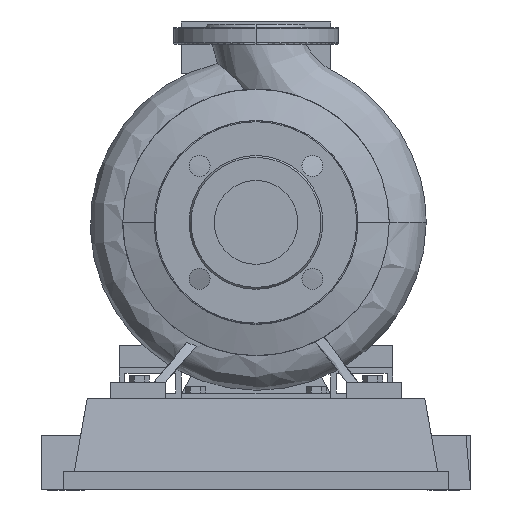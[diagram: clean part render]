
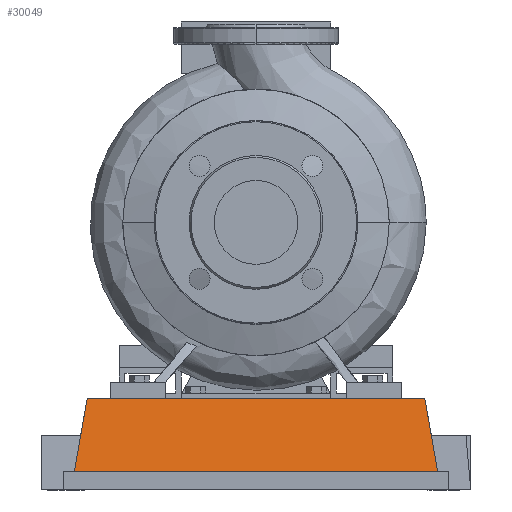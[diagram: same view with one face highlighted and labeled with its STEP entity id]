
A CAD part, left-side view. The second image highlights one B-rep face of the part: STEP entity #30049.
In plain terms, the highlighted planar face has unit normal (-0.985, 0, 0.174).
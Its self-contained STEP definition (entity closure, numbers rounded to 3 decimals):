
#28305=CARTESIAN_POINT('',(-65.,-165.,16.6));
#28306=VERTEX_POINT('',#28305);
#28313=CARTESIAN_POINT('',(-65.,165.0,16.6));
#28314=VERTEX_POINT('',#28313);
#28315=CARTESIAN_POINT('',(-65.,-165.,16.6));
#28316=DIRECTION('',(0.0,1.0,0.0));
#28317=VECTOR('',#28316,330.0);
#28318=LINE('',#28315,#28317);
#28319=EDGE_CURVE('',#28306,#28314,#28318,.T.);
#29783=CARTESIAN_POINT('',(-53.292,-153.292,83.0));
#29784=VERTEX_POINT('',#29783);
#29791=CARTESIAN_POINT('',(-65.,-165.,16.6));
#29792=DIRECTION('',(0.171,0.171,0.97));
#29793=VECTOR('',#29792,68.433);
#29794=LINE('',#29791,#29793);
#29795=EDGE_CURVE('',#28306,#29784,#29794,.T.);
#30026=CARTESIAN_POINT('',(-65.,-165.,16.6));
#30027=DIRECTION('',(-0.985,0.,0.174));
#30028=DIRECTION('',(0.0,-1.0,0.0));
#30029=AXIS2_PLACEMENT_3D('',#30026,#30027,#30028);
#30030=PLANE('',#30029);
#30031=CARTESIAN_POINT('',(-53.292,153.292,83.0));
#30032=VERTEX_POINT('',#30031);
#30033=CARTESIAN_POINT('',(-53.292,-153.292,83.0));
#30034=DIRECTION('',(0.0,1.0,0.0));
#30035=VECTOR('',#30034,306.584);
#30036=LINE('',#30033,#30035);
#30037=EDGE_CURVE('',#29784,#30032,#30036,.T.);
#30038=ORIENTED_EDGE('',*,*,#30037,.T.);
#30039=CARTESIAN_POINT('',(-65.,165.0,16.6));
#30040=DIRECTION('',(0.171,-0.171,0.97));
#30041=VECTOR('',#30040,68.433);
#30042=LINE('',#30039,#30041);
#30043=EDGE_CURVE('',#28314,#30032,#30042,.T.);
#30044=ORIENTED_EDGE('',*,*,#30043,.F.);
#30045=ORIENTED_EDGE('',*,*,#28319,.F.);
#30046=ORIENTED_EDGE('',*,*,#29795,.T.);
#30047=EDGE_LOOP('',(#30038,#30044,#30045,#30046));
#30048=FACE_OUTER_BOUND('',#30047,.T.);
#30049=ADVANCED_FACE('',(#30048),#30030,.T.);
